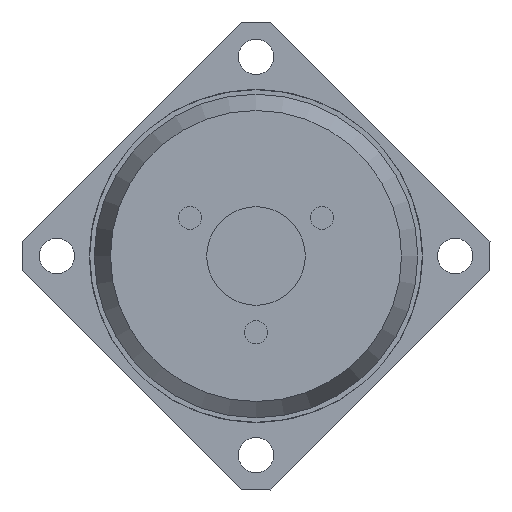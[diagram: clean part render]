
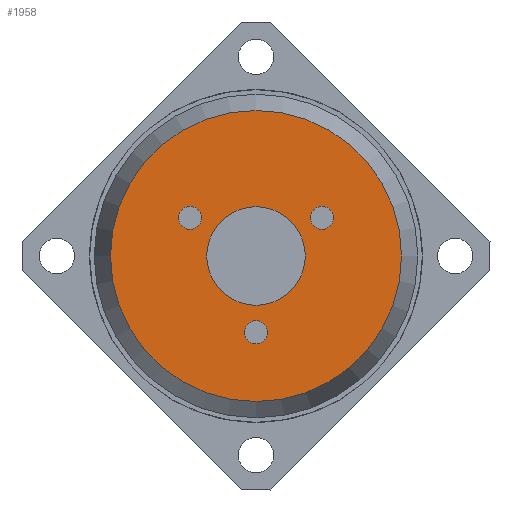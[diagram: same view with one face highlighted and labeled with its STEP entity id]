
A CAD part, front view. The second image highlights one B-rep face of the part: STEP entity #1958.
In plain terms, the highlighted face is planar.
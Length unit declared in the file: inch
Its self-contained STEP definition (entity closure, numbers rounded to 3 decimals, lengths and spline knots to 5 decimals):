
#89=FACE_BOUND('',#398,.T.);
#90=FACE_BOUND('',#399,.T.);
#91=FACE_BOUND('',#400,.T.);
#92=FACE_BOUND('',#401,.T.);
#151=PLANE('',#2205);
#241=FACE_OUTER_BOUND('',#397,.T.);
#397=EDGE_LOOP('',(#1614));
#398=EDGE_LOOP('',(#1615));
#399=EDGE_LOOP('',(#1616));
#400=EDGE_LOOP('',(#1617));
#401=EDGE_LOOP('',(#1618));
#823=CIRCLE('',#2206,0.62);
#824=CIRCLE('',#2207,0.21);
#825=CIRCLE('',#2208,0.04921);
#826=CIRCLE('',#2209,0.04921);
#827=CIRCLE('',#2210,0.04921);
#976=VERTEX_POINT('',#3286);
#977=VERTEX_POINT('',#3288);
#978=VERTEX_POINT('',#3290);
#979=VERTEX_POINT('',#3292);
#980=VERTEX_POINT('',#3294);
#1201=EDGE_CURVE('',#976,#976,#823,.T.);
#1202=EDGE_CURVE('',#977,#977,#824,.T.);
#1203=EDGE_CURVE('',#978,#978,#825,.T.);
#1204=EDGE_CURVE('',#979,#979,#826,.T.);
#1205=EDGE_CURVE('',#980,#980,#827,.T.);
#1614=ORIENTED_EDGE('',*,*,#1201,.F.);
#1615=ORIENTED_EDGE('',*,*,#1202,.T.);
#1616=ORIENTED_EDGE('',*,*,#1203,.F.);
#1617=ORIENTED_EDGE('',*,*,#1204,.F.);
#1618=ORIENTED_EDGE('',*,*,#1205,.F.);
#1958=ADVANCED_FACE('',(#241,#89,#90,#91,#92),#151,.F.);
#2205=AXIS2_PLACEMENT_3D('',#3285,#2688,#2689);
#2206=AXIS2_PLACEMENT_3D('',#3287,#2690,#2691);
#2207=AXIS2_PLACEMENT_3D('',#3289,#2692,#2693);
#2208=AXIS2_PLACEMENT_3D('',#3291,#2694,#2695);
#2209=AXIS2_PLACEMENT_3D('',#3293,#2696,#2697);
#2210=AXIS2_PLACEMENT_3D('',#3295,#2698,#2699);
#2688=DIRECTION('center_axis',(-1.,0.,0.));
#2689=DIRECTION('ref_axis',(0.,0.,1.));
#2690=DIRECTION('center_axis',(-1.,0.,0.));
#2691=DIRECTION('ref_axis',(0.,0.,1.));
#2692=DIRECTION('center_axis',(-1.,0.,0.));
#2693=DIRECTION('ref_axis',(0.,0.,1.));
#2694=DIRECTION('center_axis',(1.,0.,0.));
#2695=DIRECTION('ref_axis',(0.,0.,-1.));
#2696=DIRECTION('center_axis',(1.,0.,0.));
#2697=DIRECTION('ref_axis',(0.,0.,-1.));
#2698=DIRECTION('center_axis',(1.,0.,0.));
#2699=DIRECTION('ref_axis',(0.,0.,-1.));
#3285=CARTESIAN_POINT('Origin',(1.3189,0.,-0.62));
#3286=CARTESIAN_POINT('',(1.3189,0.,-0.62));
#3287=CARTESIAN_POINT('Origin',(1.3189,0.,0.));
#3288=CARTESIAN_POINT('',(1.3189,0.,-0.21));
#3289=CARTESIAN_POINT('Origin',(1.3189,0.,0.));
#3290=CARTESIAN_POINT('',(1.3189,0.28121,0.21157));
#3291=CARTESIAN_POINT('Origin',(1.3189,0.28121,0.16236));
#3292=CARTESIAN_POINT('',(1.3189,-0.28121,0.21157));
#3293=CARTESIAN_POINT('Origin',(1.3189,-0.28121,0.16236));
#3294=CARTESIAN_POINT('',(1.3189,0.,-0.2755));
#3295=CARTESIAN_POINT('Origin',(1.3189,0.,
-0.32472));
